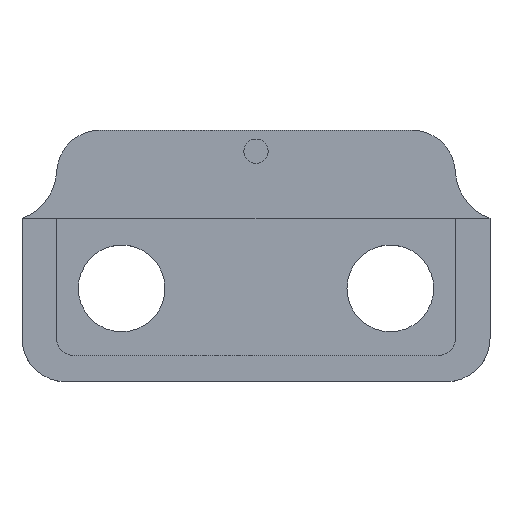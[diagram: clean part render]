
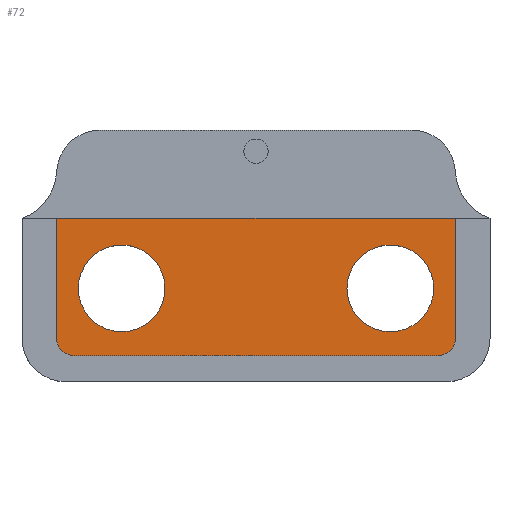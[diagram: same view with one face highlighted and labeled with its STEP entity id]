
A CAD part, top view. The second image highlights one B-rep face of the part: STEP entity #72.
In plain terms, the highlighted planar face has unit normal (0, 0, 1).
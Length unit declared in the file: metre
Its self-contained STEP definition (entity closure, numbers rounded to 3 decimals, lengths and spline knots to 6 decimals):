
#72 = ADVANCED_FACE( '', ( #154, #155, #156 ), #157, .T. );
#154 = FACE_OUTER_BOUND( '', #241, .T. );
#155 = FACE_BOUND( '', #242, .T. );
#156 = FACE_BOUND( '', #243, .T. );
#157 = PLANE( '', #244 );
#241 = EDGE_LOOP( '', ( #393, #394, #395, #396, #397, #398 ) );
#242 = EDGE_LOOP( '', ( #399 ) );
#243 = EDGE_LOOP( '', ( #400 ) );
#244 = AXIS2_PLACEMENT_3D( '', #401, #402, #403 );
#393 = ORIENTED_EDGE( '', *, *, #554, .F. );
#394 = ORIENTED_EDGE( '', *, *, #555, .F. );
#395 = ORIENTED_EDGE( '', *, *, #556, .T. );
#396 = ORIENTED_EDGE( '', *, *, #516, .T. );
#397 = ORIENTED_EDGE( '', *, *, #557, .T. );
#398 = ORIENTED_EDGE( '', *, *, #541, .T. );
#399 = ORIENTED_EDGE( '', *, *, #514, .F. );
#400 = ORIENTED_EDGE( '', *, *, #539, .F. );
#401 = CARTESIAN_POINT( '', ( 0., 0.036958, 0.0004 ) );
#402 = DIRECTION( '', ( 0., 0., 1. ) );
#403 = DIRECTION( '', ( 1., 0., 0. ) );
#514 = EDGE_CURVE( '', #612, #612, #613, .T. );
#516 = EDGE_CURVE( '', #615, #616, #617, .T. );
#539 = EDGE_CURVE( '', #653, #653, #654, .T. );
#541 = EDGE_CURVE( '', #656, #657, #658, .T. );
#554 = EDGE_CURVE( '', #673, #657, #674, .T. );
#555 = EDGE_CURVE( '', #675, #673, #676, .T. );
#556 = EDGE_CURVE( '', #675, #615, #677, .T. );
#557 = EDGE_CURVE( '', #616, #656, #678, .T. );
#612 = VERTEX_POINT( '', #743 );
#613 = CIRCLE( '', #744, 0.005 );
#615 = VERTEX_POINT( '', #746 );
#616 = VERTEX_POINT( '', #747 );
#617 = LINE( '', #748, #749 );
#653 = VERTEX_POINT( '', #797 );
#654 = CIRCLE( '', #798, 0.005 );
#656 = VERTEX_POINT( '', #800 );
#657 = VERTEX_POINT( '', #801 );
#658 = LINE( '', #802, #803 );
#673 = VERTEX_POINT( '', #825 );
#674 = LINE( '', #826, #827 );
#675 = VERTEX_POINT( '', #828 );
#676 = LINE( '', #829, #830 );
#677 = CIRCLE( '', #831, 0.002 );
#678 = CIRCLE( '', #832, 0.002 );
#743 = CARTESIAN_POINT( '', ( -0.0105, 0.031719, 0.0004 ) );
#744 = AXIS2_PLACEMENT_3D( '', #890, #891, #892 );
#746 = CARTESIAN_POINT( '', ( -0.021, 0.023958, 0.0004 ) );
#747 = CARTESIAN_POINT( '', ( 0.021, 0.023958, 0.0004 ) );
#748 = CARTESIAN_POINT( '', ( 0.0205, 0.023958, 0.0004 ) );
#749 = VECTOR( '', #893, 1. );
#797 = CARTESIAN_POINT( '', ( 0.0205, 0.031719, 0.0004 ) );
#798 = AXIS2_PLACEMENT_3D( '', #924, #925, #926 );
#800 = CARTESIAN_POINT( '', ( 0.023, 0.025958, 0.0004 ) );
#801 = CARTESIAN_POINT( '', ( 0.023, 0.039819, 0.0004 ) );
#802 = CARTESIAN_POINT( '', ( 0.023, 0.033839, 0.0004 ) );
#803 = VECTOR( '', #927, 1. );
#825 = CARTESIAN_POINT( '', ( -0.023, 0.039819, 0.0004 ) );
#826 = CARTESIAN_POINT( '', ( 0., 0.039819, 0.0004 ) );
#827 = VECTOR( '', #941, 1. );
#828 = CARTESIAN_POINT( '', ( -0.023, 0.025958, 0.0004 ) );
#829 = CARTESIAN_POINT( '', ( -0.023, 0.033839, 0.0004 ) );
#830 = VECTOR( '', #942, 1. );
#831 = AXIS2_PLACEMENT_3D( '', #943, #944, #945 );
#832 = AXIS2_PLACEMENT_3D( '', #946, #947, #948 );
#890 = CARTESIAN_POINT( '', ( -0.0155, 0.031719, 0.0004 ) );
#891 = DIRECTION( '', ( 0., 0., 1. ) );
#892 = DIRECTION( '', ( 1., 0., 0. ) );
#893 = DIRECTION( '', ( 1., 0., 0. ) );
#924 = CARTESIAN_POINT( '', ( 0.0155, 0.031719, 0.0004 ) );
#925 = DIRECTION( '', ( 0., 0., 1. ) );
#926 = DIRECTION( '', ( 1., 0., 0. ) );
#927 = DIRECTION( '', ( 0., 1., 0. ) );
#941 = DIRECTION( '', ( 1., 0., 0. ) );
#942 = DIRECTION( '', ( 0., 1., 0. ) );
#943 = CARTESIAN_POINT( '', ( -0.021, 0.025958, 0.0004 ) );
#944 = DIRECTION( '', ( 0., 0., 1. ) );
#945 = DIRECTION( '', ( 1., 0., 0. ) );
#946 = CARTESIAN_POINT( '', ( 0.021, 0.025958, 0.0004 ) );
#947 = DIRECTION( '', ( 0., 0., 1. ) );
#948 = DIRECTION( '', ( 1., 0., 0. ) );
